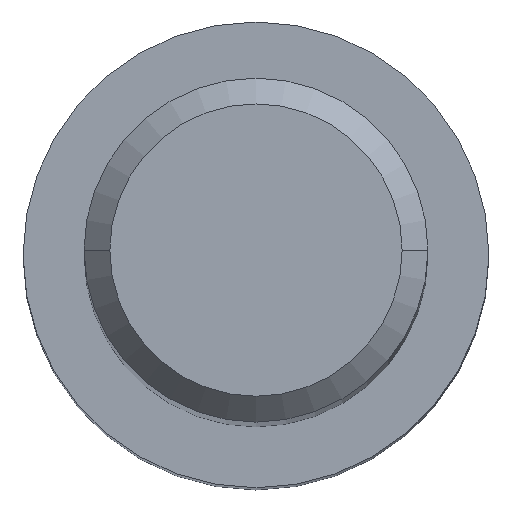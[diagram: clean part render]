
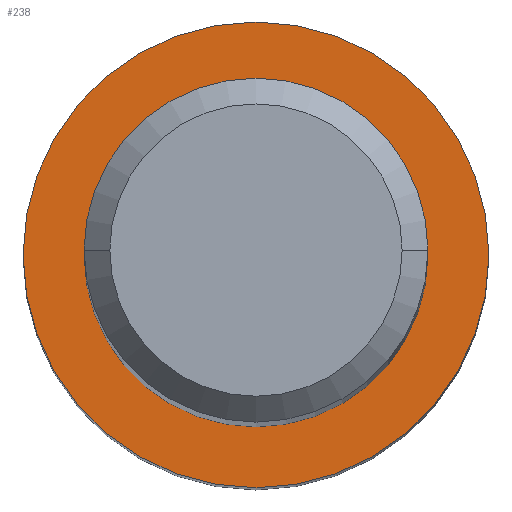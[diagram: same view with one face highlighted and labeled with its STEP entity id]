
A CAD part, top view. The second image highlights one B-rep face of the part: STEP entity #238.
In plain terms, the highlighted planar face has unit normal (0, 0, 1).
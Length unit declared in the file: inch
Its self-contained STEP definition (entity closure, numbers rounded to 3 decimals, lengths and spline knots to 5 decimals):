
#3 = ORIENTED_EDGE ( 'NONE', *, *, #304, .T. ) ;
#22 = DIRECTION ( 'NONE',  ( -1., 0., 0. ) ) ;
#25 = DIRECTION ( 'NONE',  ( 0., 0., 1. ) ) ;
#35 = CIRCLE ( 'NONE', #42, 0.08465 ) ;
#40 = FACE_OUTER_BOUND ( 'NONE', #276, .T. ) ;
#42 = AXIS2_PLACEMENT_3D ( 'NONE', #262, #25, #237 ) ;
#71 = DIRECTION ( 'NONE',  ( 0., 0., -1. ) ) ;
#92 = DIRECTION ( 'NONE',  ( 0., 0., 1. ) ) ;
#95 = DIRECTION ( 'NONE',  ( 1., 0., 0. ) ) ;
#96 = AXIS2_PLACEMENT_3D ( 'NONE', #290, #71, #22 ) ;
#112 = ORIENTED_EDGE ( 'NONE', *, *, #300, .T. ) ;
#129 = CARTESIAN_POINT ( 'NONE',  ( 0.08465, 0., -1. ) ) ;
#142 = VERTEX_POINT ( 'NONE', #129 ) ;
#158 = CARTESIAN_POINT ( 'NONE',  ( 0., 0., -1. ) ) ;
#161 = CARTESIAN_POINT ( 'NONE',  ( -0.08465, 0., -1. ) ) ;
#181 = CIRCLE ( 'NONE', #289, 0.08465 ) ;
#217 = PLANE ( 'NONE',  #96 ) ;
#237 = DIRECTION ( 'NONE',  ( 1., 0., 0. ) ) ;
#238 = ADVANCED_FACE ( 'NONE', ( #40 ), #217, .F. ) ;
#262 = CARTESIAN_POINT ( 'NONE',  ( 0., 0., -1. ) ) ;
#268 = VERTEX_POINT ( 'NONE', #161 ) ;
#276 = EDGE_LOOP ( 'NONE', ( #112, #3 ) ) ;
#289 = AXIS2_PLACEMENT_3D ( 'NONE', #158, #92, #95 ) ;
#290 = CARTESIAN_POINT ( 'NONE',  ( 0., 0., -1. ) ) ;
#300 = EDGE_CURVE ( 'NONE', #142, #268, #181, .T. ) ;
#304 = EDGE_CURVE ( 'NONE', #268, #142, #35, .T. ) ;
